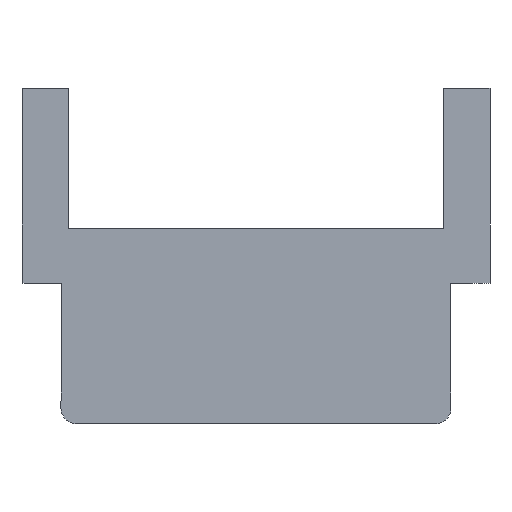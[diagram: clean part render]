
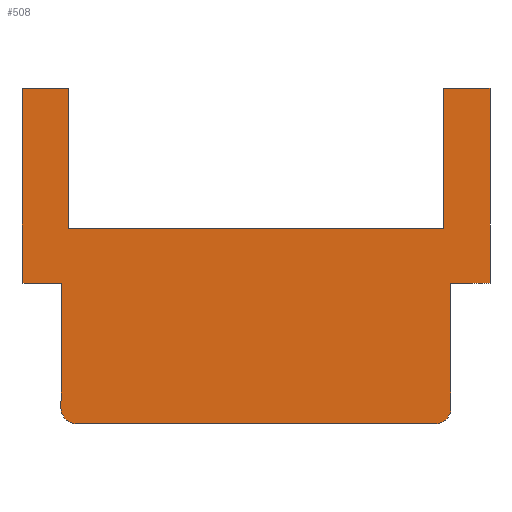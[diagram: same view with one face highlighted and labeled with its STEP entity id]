
A CAD part, front view. The second image highlights one B-rep face of the part: STEP entity #508.
In plain terms, the highlighted planar face has unit normal (0, -1, 0).
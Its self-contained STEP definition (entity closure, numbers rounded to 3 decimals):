
#13 = DIRECTION ( 'NONE',  ( 0., 0., 1. ) ) ;
#20 = ORIENTED_EDGE ( 'NONE', *, *, #69, .F. ) ;
#27 = EDGE_CURVE ( 'NONE', #1212, #1175, #1185, .T. ) ;
#28 = CARTESIAN_POINT ( 'NONE',  ( 24., 0., 12.5 ) ) ;
#38 = CIRCLE ( 'NONE', #1624, 2. ) ;
#44 = LINE ( 'NONE', #519, #1444 ) ;
#69 = EDGE_CURVE ( 'NONE', #1613, #549, #885, .T. ) ;
#108 = EDGE_CURVE ( 'NONE', #1460, #1308, #176, .T. ) ;
#123 = LINE ( 'NONE', #829, #957 ) ;
#141 = VECTOR ( 'NONE', #455, 1000. ) ;
#144 = CARTESIAN_POINT ( 'NONE',  ( -24., 0., 12.5 ) ) ;
#148 = VECTOR ( 'NONE', #760, 1000. ) ;
#156 = VECTOR ( 'NONE', #677, 1000. ) ;
#158 = ORIENTED_EDGE ( 'NONE', *, *, #793, .F. ) ;
#176 = LINE ( 'NONE', #1506, #1232 ) ;
#179 = EDGE_CURVE ( 'NONE', #975, #616, #1527, .T. ) ;
#243 = ORIENTED_EDGE ( 'NONE', *, *, #179, .F. ) ;
#275 = LINE ( 'NONE', #1803, #1124 ) ;
#315 = CARTESIAN_POINT ( 'NONE',  ( 30., 0., 30.5 ) ) ;
#322 = VERTEX_POINT ( 'NONE', #1821 ) ;
#356 = EDGE_CURVE ( 'NONE', #1762, #1308, #1019, .T. ) ;
#374 = VERTEX_POINT ( 'NONE', #1417 ) ;
#377 = EDGE_CURVE ( 'NONE', #1212, #1613, #1581, .T. ) ;
#414 = LINE ( 'NONE', #1760, #141 ) ;
#433 = FACE_OUTER_BOUND ( 'NONE', #1049, .T. ) ;
#455 = DIRECTION ( 'NONE',  ( 0., 0., -1. ) ) ;
#458 = CARTESIAN_POINT ( 'NONE',  ( -25., 0., -10.5 ) ) ;
#461 = DIRECTION ( 'NONE',  ( 0., 1., 0. ) ) ;
#463 = ORIENTED_EDGE ( 'NONE', *, *, #950, .F. ) ;
#484 = ORIENTED_EDGE ( 'NONE', *, *, #962, .F. ) ;
#486 = DIRECTION ( 'NONE',  ( -1., 0., 0. ) ) ;
#487 = CARTESIAN_POINT ( 'NONE',  ( -23., 0., -12.5 ) ) ;
#508 = ADVANCED_FACE ( 'NONE', ( #433 ), #592, .F. ) ;
#519 = CARTESIAN_POINT ( 'NONE',  ( -23., 0., -12.5 ) ) ;
#523 = CARTESIAN_POINT ( 'NONE',  ( -23., 0., 12.5 ) ) ;
#533 = VECTOR ( 'NONE', #1343, 1000. ) ;
#543 = CIRCLE ( 'NONE', #1825, 2. ) ;
#544 = VECTOR ( 'NONE', #1588, 1000. ) ;
#549 = VERTEX_POINT ( 'NONE', #1637 ) ;
#553 = EDGE_CURVE ( 'NONE', #549, #745, #543, .T. ) ;
#592 = PLANE ( 'NONE',  #636 ) ;
#616 = VERTEX_POINT ( 'NONE', #28 ) ;
#617 = ORIENTED_EDGE ( 'NONE', *, *, #108, .F. ) ;
#634 = ORIENTED_EDGE ( 'NONE', *, *, #1847, .F. ) ;
#636 = AXIS2_PLACEMENT_3D ( 'NONE', #1184, #1030, #1044 ) ;
#655 = DIRECTION ( 'NONE',  ( 1., 0., 0. ) ) ;
#675 = ORIENTED_EDGE ( 'NONE', *, *, #1598, .F. ) ;
#677 = DIRECTION ( 'NONE',  ( 0., 0., -1. ) ) ;
#738 = VECTOR ( 'NONE', #655, 1000. ) ;
#745 = VERTEX_POINT ( 'NONE', #1706 ) ;
#760 = DIRECTION ( 'NONE',  ( 0., 0., -1. ) ) ;
#772 = DIRECTION ( 'NONE',  ( 0., 0., 1. ) ) ;
#793 = EDGE_CURVE ( 'NONE', #1762, #1400, #1854, .T. ) ;
#829 = CARTESIAN_POINT ( 'NONE',  ( 24., 0., 30.5 ) ) ;
#866 = CARTESIAN_POINT ( 'NONE',  ( -25., 0., 5.5 ) ) ;
#874 = LINE ( 'NONE', #458, #878 ) ;
#878 = VECTOR ( 'NONE', #1777, 1000. ) ;
#885 = LINE ( 'NONE', #1020, #148 ) ;
#914 = CARTESIAN_POINT ( 'NONE',  ( 30., 0., 5.5 ) ) ;
#950 = EDGE_CURVE ( 'NONE', #374, #1460, #874, .T. ) ;
#957 = VECTOR ( 'NONE', #1313, 1000. ) ;
#962 = EDGE_CURVE ( 'NONE', #1400, #975, #275, .T. ) ;
#975 = VERTEX_POINT ( 'NONE', #144 ) ;
#989 = CARTESIAN_POINT ( 'NONE',  ( -30., 0., 12.5 ) ) ;
#1019 = LINE ( 'NONE', #989, #156 ) ;
#1020 = CARTESIAN_POINT ( 'NONE',  ( 25., 0., -10.5 ) ) ;
#1030 = DIRECTION ( 'NONE',  ( 0., 1., 0. ) ) ;
#1044 = DIRECTION ( 'NONE',  ( 0., 0., 1. ) ) ;
#1049 = EDGE_LOOP ( 'NONE', ( #20, #1128, #1451, #634, #1655, #243, #484, #158, #1794, #617, #463, #1318, #675, #1323 ) ) ;
#1096 = CARTESIAN_POINT ( 'NONE',  ( -23., 0., -10.5 ) ) ;
#1113 = VERTEX_POINT ( 'NONE', #487 ) ;
#1124 = VECTOR ( 'NONE', #1162, 1000. ) ;
#1128 = ORIENTED_EDGE ( 'NONE', *, *, #377, .F. ) ;
#1142 = CARTESIAN_POINT ( 'NONE',  ( 30., 0., 5.5 ) ) ;
#1162 = DIRECTION ( 'NONE',  ( 0., 0., -1. ) ) ;
#1175 = VERTEX_POINT ( 'NONE', #315 ) ;
#1184 = CARTESIAN_POINT ( 'NONE',  ( -23., 0., -10.5 ) ) ;
#1185 = LINE ( 'NONE', #1767, #533 ) ;
#1187 = CARTESIAN_POINT ( 'NONE',  ( 23., 0., -10.5 ) ) ;
#1212 = VERTEX_POINT ( 'NONE', #914 ) ;
#1232 = VECTOR ( 'NONE', #486, 1000. ) ;
#1233 = EDGE_CURVE ( 'NONE', #1113, #374, #38, .T. ) ;
#1278 = VECTOR ( 'NONE', #1298, 1000. ) ;
#1298 = DIRECTION ( 'NONE',  ( -1., 0., 0. ) ) ;
#1299 = CARTESIAN_POINT ( 'NONE',  ( -24., 0., 30.5 ) ) ;
#1308 = VERTEX_POINT ( 'NONE', #1703 ) ;
#1313 = DIRECTION ( 'NONE',  ( 1., 0., 0. ) ) ;
#1318 = ORIENTED_EDGE ( 'NONE', *, *, #1233, .F. ) ;
#1323 = ORIENTED_EDGE ( 'NONE', *, *, #553, .F. ) ;
#1343 = DIRECTION ( 'NONE',  ( 0., 0., 1. ) ) ;
#1387 = DIRECTION ( 'NONE',  ( 0., 1., 0. ) ) ;
#1400 = VERTEX_POINT ( 'NONE', #1299 ) ;
#1406 = CARTESIAN_POINT ( 'NONE',  ( 25., 0., 5.5 ) ) ;
#1417 = CARTESIAN_POINT ( 'NONE',  ( -25., 0., -10.5 ) ) ;
#1444 = VECTOR ( 'NONE', #1534, 1000. ) ;
#1451 = ORIENTED_EDGE ( 'NONE', *, *, #27, .T. ) ;
#1460 = VERTEX_POINT ( 'NONE', #866 ) ;
#1503 = EDGE_CURVE ( 'NONE', #322, #616, #414, .T. ) ;
#1506 = CARTESIAN_POINT ( 'NONE',  ( -25., 0., 5.5 ) ) ;
#1527 = LINE ( 'NONE', #523, #738 ) ;
#1534 = DIRECTION ( 'NONE',  ( -1., 0., 0. ) ) ;
#1581 = LINE ( 'NONE', #1142, #1278 ) ;
#1588 = DIRECTION ( 'NONE',  ( 1., 0., 0. ) ) ;
#1598 = EDGE_CURVE ( 'NONE', #745, #1113, #44, .T. ) ;
#1613 = VERTEX_POINT ( 'NONE', #1406 ) ;
#1624 = AXIS2_PLACEMENT_3D ( 'NONE', #1096, #1387, #13 ) ;
#1637 = CARTESIAN_POINT ( 'NONE',  ( 25., 0., -10.5 ) ) ;
#1655 = ORIENTED_EDGE ( 'NONE', *, *, #1503, .T. ) ;
#1703 = CARTESIAN_POINT ( 'NONE',  ( -30., 0., 5.5 ) ) ;
#1706 = CARTESIAN_POINT ( 'NONE',  ( 23., 0., -12.5 ) ) ;
#1730 = CARTESIAN_POINT ( 'NONE',  ( -30., 0., 30.5 ) ) ;
#1733 = CARTESIAN_POINT ( 'NONE',  ( -30., 0., 30.5 ) ) ;
#1760 = CARTESIAN_POINT ( 'NONE',  ( 24., 0., 30.5 ) ) ;
#1762 = VERTEX_POINT ( 'NONE', #1730 ) ;
#1767 = CARTESIAN_POINT ( 'NONE',  ( 30., 0., 12.5 ) ) ;
#1777 = DIRECTION ( 'NONE',  ( 0., 0., 1. ) ) ;
#1794 = ORIENTED_EDGE ( 'NONE', *, *, #356, .T. ) ;
#1803 = CARTESIAN_POINT ( 'NONE',  ( -24., 0., 30.5 ) ) ;
#1821 = CARTESIAN_POINT ( 'NONE',  ( 24., 0., 30.5 ) ) ;
#1825 = AXIS2_PLACEMENT_3D ( 'NONE', #1187, #461, #772 ) ;
#1847 = EDGE_CURVE ( 'NONE', #322, #1175, #123, .T. ) ;
#1854 = LINE ( 'NONE', #1733, #544 ) ;
